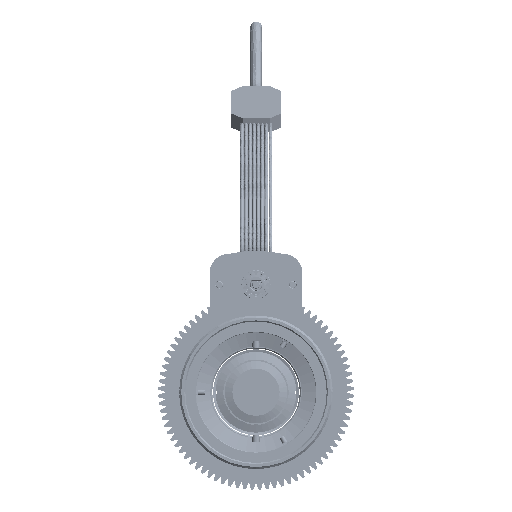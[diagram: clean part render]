
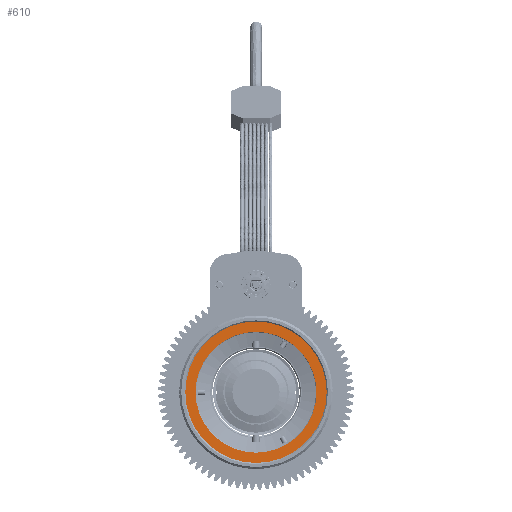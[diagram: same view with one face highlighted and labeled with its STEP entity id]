
A CAD part, left-side view. The second image highlights one B-rep face of the part: STEP entity #610.
In plain terms, the highlighted planar face has unit normal (-1, 0, 0).
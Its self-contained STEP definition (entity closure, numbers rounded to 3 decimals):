
#565 = VERTEX_POINT('',#566);
#566 = CARTESIAN_POINT('',(-58.7,18.65,0.));
#572 = EDGE_CURVE('',#565,#573,#575,.T.);
#573 = VERTEX_POINT('',#574);
#574 = CARTESIAN_POINT('',(-58.7,-18.65,0.));
#575 = CIRCLE('',#576,18.65);
#576 = AXIS2_PLACEMENT_3D('',#577,#578,#579);
#577 = CARTESIAN_POINT('',(-58.7,0.,0.));
#578 = DIRECTION('',(-1.,0.,0.));
#579 = DIRECTION('',(0.,1.,0.));
#599 = EDGE_CURVE('',#565,#573,#600,.T.);
#600 = CIRCLE('',#601,18.65);
#601 = AXIS2_PLACEMENT_3D('',#602,#603,#604);
#602 = CARTESIAN_POINT('',(-58.7,0.,0.));
#603 = DIRECTION('',(1.,0.,0.));
#604 = DIRECTION('',(-0.,1.,0.));
#610 = ADVANCED_FACE('',(#611,#615),#635,.F.);
#611 = FACE_BOUND('',#612,.F.);
#612 = EDGE_LOOP('',(#613,#614));
#613 = ORIENTED_EDGE('',*,*,#599,.T.);
#614 = ORIENTED_EDGE('',*,*,#572,.F.);
#615 = FACE_BOUND('',#616,.F.);
#616 = EDGE_LOOP('',(#617,#628));
#617 = ORIENTED_EDGE('',*,*,#618,.T.);
#618 = EDGE_CURVE('',#619,#621,#623,.T.);
#619 = VERTEX_POINT('',#620);
#620 = CARTESIAN_POINT('',(-58.7,-15.6,0.));
#621 = VERTEX_POINT('',#622);
#622 = CARTESIAN_POINT('',(-58.7,15.6,0.));
#623 = CIRCLE('',#624,15.6);
#624 = AXIS2_PLACEMENT_3D('',#625,#626,#627);
#625 = CARTESIAN_POINT('',(-58.7,0.,0.));
#626 = DIRECTION('',(-1.,0.,0.));
#627 = DIRECTION('',(0.,-1.,0.));
#628 = ORIENTED_EDGE('',*,*,#629,.T.);
#629 = EDGE_CURVE('',#621,#619,#630,.T.);
#630 = CIRCLE('',#631,15.6);
#631 = AXIS2_PLACEMENT_3D('',#632,#633,#634);
#632 = CARTESIAN_POINT('',(-58.7,0.,0.));
#633 = DIRECTION('',(-1.,0.,0.));
#634 = DIRECTION('',(0.,1.,0.));
#635 = PLANE('',#636);
#636 = AXIS2_PLACEMENT_3D('',#637,#638,#639);
#637 = CARTESIAN_POINT('',(-58.7,0.,0.));
#638 = DIRECTION('',(1.,0.,0.));
#639 = DIRECTION('',(0.,-1.,0.));
